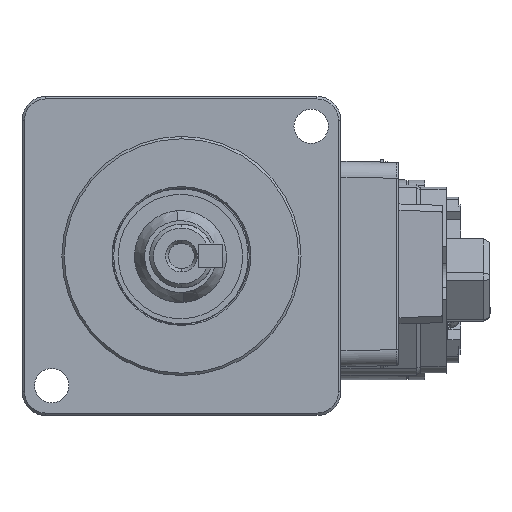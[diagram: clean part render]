
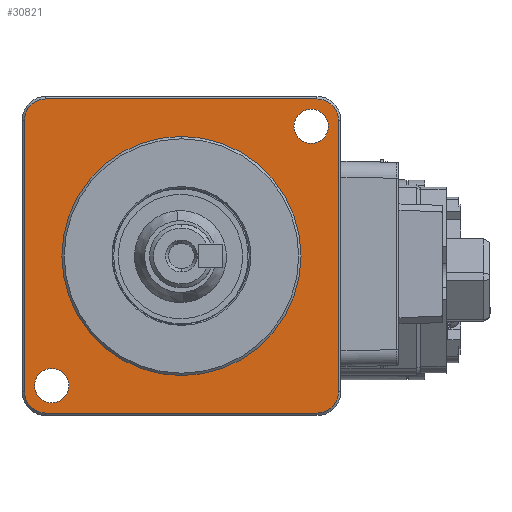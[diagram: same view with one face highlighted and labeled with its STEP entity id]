
A CAD part, left-side view. The second image highlights one B-rep face of the part: STEP entity #30821.
In plain terms, the highlighted planar face has unit normal (-1, 0, 0).
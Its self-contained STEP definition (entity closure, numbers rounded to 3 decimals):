
#93 = EDGE_CURVE ( 'NONE', #19609, #26438, #3027, .T. ) ;
#338 = DIRECTION ( 'NONE',  ( 0., 0., 1. ) ) ;
#865 = DIRECTION ( 'NONE',  ( -1., 0., 0. ) ) ;
#948 = DIRECTION ( 'NONE',  ( 0., 0., 1. ) ) ;
#1203 = DIRECTION ( 'NONE',  ( 0., 0., 1. ) ) ;
#1232 = CARTESIAN_POINT ( 'NONE',  ( 0., 19.873, -19.926 ) ) ;
#1294 = VERTEX_POINT ( 'NONE', #8203 ) ;
#1884 = VECTOR ( 'NONE', #12395, 1000. ) ;
#2015 = AXIS2_PLACEMENT_3D ( 'NONE', #25707, #15284, #8091 ) ;
#2049 = EDGE_CURVE ( 'NONE', #5636, #1294, #4103, .T. ) ;
#2315 = VERTEX_POINT ( 'NONE', #27364 ) ;
#2960 = CARTESIAN_POINT ( 'NONE',  ( 0., 2.873, -0.226 ) ) ;
#3027 = CIRCLE ( 'NONE', #29340, 2.15 ) ;
#3129 = CARTESIAN_POINT ( 'NONE',  ( 0., 39.573, -2.926 ) ) ;
#3452 = CIRCLE ( 'NONE', #12506, 15. ) ;
#3862 = DIRECTION ( 'NONE',  ( 0., 0., -1. ) ) ;
#4103 = LINE ( 'NONE', #23760, #6460 ) ;
#4112 = ORIENTED_EDGE ( 'NONE', *, *, #13045, .T. ) ;
#4322 = EDGE_LOOP ( 'NONE', ( #20401, #28618 ) ) ;
#4506 = DIRECTION ( 'NONE',  ( 0., 0., 1. ) ) ;
#4772 = CARTESIAN_POINT ( 'NONE',  ( 0., 2.873, -39.626 ) ) ;
#5636 = VERTEX_POINT ( 'NONE', #3129 ) ;
#5962 = VERTEX_POINT ( 'NONE', #17961 ) ;
#6117 = VERTEX_POINT ( 'NONE', #16740 ) ;
#6431 = EDGE_CURVE ( 'NONE', #7057, #20775, #3452, .T. ) ;
#6460 = VECTOR ( 'NONE', #3862, 1000. ) ;
#6669 = FACE_BOUND ( 'NONE', #26582, .T. ) ;
#6849 = VERTEX_POINT ( 'NONE', #2960 ) ;
#7057 = VERTEX_POINT ( 'NONE', #31937 ) ;
#7141 = EDGE_CURVE ( 'NONE', #6849, #5962, #24236, .T. ) ;
#7846 = DIRECTION ( 'NONE',  ( -1., 0., 0. ) ) ;
#7906 = EDGE_CURVE ( 'NONE', #20775, #7057, #16708, .T. ) ;
#8091 = DIRECTION ( 'NONE',  ( 0., 0., 1. ) ) ;
#8190 = AXIS2_PLACEMENT_3D ( 'NONE', #13581, #30969, #30766 ) ;
#8203 = CARTESIAN_POINT ( 'NONE',  ( 0., 39.573, -36.926 ) ) ;
#8262 = EDGE_CURVE ( 'NONE', #5962, #5636, #12817, .T. ) ;
#8981 = AXIS2_PLACEMENT_3D ( 'NONE', #19443, #27039, #4506 ) ;
#9172 = EDGE_CURVE ( 'NONE', #26438, #19609, #17404, .T. ) ;
#9178 = AXIS2_PLACEMENT_3D ( 'NONE', #18999, #9296, #29406 ) ;
#9183 = DIRECTION ( 'NONE',  ( 0., 0., 1. ) ) ;
#9218 = EDGE_LOOP ( 'NONE', ( #30626, #20995, #32271, #18095, #14704, #4112, #9988, #32346 ) ) ;
#9296 = DIRECTION ( 'NONE',  ( -1., 0., 0. ) ) ;
#9877 = CARTESIAN_POINT ( 'NONE',  ( 0., 36.136, -38.339 ) ) ;
#9988 = ORIENTED_EDGE ( 'NONE', *, *, #29107, .T. ) ;
#10147 = CARTESIAN_POINT ( 'NONE',  ( 0., 19.873, -19.926 ) ) ;
#10598 = ORIENTED_EDGE ( 'NONE', *, *, #9172, .F. ) ;
#10646 = CARTESIAN_POINT ( 'NONE',  ( 0., 0.173, -2.926 ) ) ;
#11190 = CARTESIAN_POINT ( 'NONE',  ( 0., 0.173, -36.926 ) ) ;
#11306 = CARTESIAN_POINT ( 'NONE',  ( 0., 36.136, -36.189 ) ) ;
#11328 = DIRECTION ( 'NONE',  ( 0., 0., 1. ) ) ;
#11420 = CARTESIAN_POINT ( 'NONE',  ( 0., 36.136, -36.189 ) ) ;
#12381 = AXIS2_PLACEMENT_3D ( 'NONE', #28256, #865, #18387 ) ;
#12395 = DIRECTION ( 'NONE',  ( 0., 1., 0. ) ) ;
#12430 = DIRECTION ( 'NONE',  ( 0., -1., 0. ) ) ;
#12506 = AXIS2_PLACEMENT_3D ( 'NONE', #1232, #31531, #11328 ) ;
#12817 = CIRCLE ( 'NONE', #9178, 2.7 ) ;
#13045 = EDGE_CURVE ( 'NONE', #6117, #16719, #21847, .T. ) ;
#13305 = VERTEX_POINT ( 'NONE', #11190 ) ;
#13328 = CIRCLE ( 'NONE', #8190, 2.7 ) ;
#13581 = CARTESIAN_POINT ( 'NONE',  ( 0., 2.873, -2.926 ) ) ;
#14458 = CARTESIAN_POINT ( 'NONE',  ( 0., 0.173, -2.926 ) ) ;
#14704 = ORIENTED_EDGE ( 'NONE', *, *, #15267, .T. ) ;
#15267 = EDGE_CURVE ( 'NONE', #1294, #6117, #31489, .T. ) ;
#15284 = DIRECTION ( 'NONE',  ( -1., 0., 0. ) ) ;
#15350 = CIRCLE ( 'NONE', #29799, 2.7 ) ;
#15875 = DIRECTION ( 'NONE',  ( -1., 0., 0. ) ) ;
#16187 = DIRECTION ( 'NONE',  ( -1., 0., 0. ) ) ;
#16299 = DIRECTION ( 'NONE',  ( 0., 0., 1. ) ) ;
#16708 = CIRCLE ( 'NONE', #2015, 15. ) ;
#16719 = VERTEX_POINT ( 'NONE', #27800 ) ;
#16740 = CARTESIAN_POINT ( 'NONE',  ( 0., 36.873, -39.626 ) ) ;
#17225 = CARTESIAN_POINT ( 'NONE',  ( 0., 3.609, -1.512 ) ) ;
#17360 = VECTOR ( 'NONE', #948, 1000. ) ;
#17404 = CIRCLE ( 'NONE', #8981, 2.15 ) ;
#17660 = AXIS2_PLACEMENT_3D ( 'NONE', #10147, #25333, #338 ) ;
#17961 = CARTESIAN_POINT ( 'NONE',  ( 0., 36.873, -0.226 ) ) ;
#18095 = ORIENTED_EDGE ( 'NONE', *, *, #2049, .T. ) ;
#18387 = DIRECTION ( 'NONE',  ( 0., 0., 1. ) ) ;
#18747 = EDGE_CURVE ( 'NONE', #31052, #6849, #13328, .T. ) ;
#18841 = AXIS2_PLACEMENT_3D ( 'NONE', #11420, #16187, #1203 ) ;
#18868 = EDGE_CURVE ( 'NONE', #31949, #2315, #30527, .T. ) ;
#18999 = CARTESIAN_POINT ( 'NONE',  ( 0., 36.873, -2.926 ) ) ;
#19443 = CARTESIAN_POINT ( 'NONE',  ( 0., 3.609, -3.662 ) ) ;
#19609 = VERTEX_POINT ( 'NONE', #30921 ) ;
#20174 = PLANE ( 'NONE',  #17660 ) ;
#20401 = ORIENTED_EDGE ( 'NONE', *, *, #27700, .F. ) ;
#20546 = ORIENTED_EDGE ( 'NONE', *, *, #93, .F. ) ;
#20775 = VERTEX_POINT ( 'NONE', #31097 ) ;
#20995 = ORIENTED_EDGE ( 'NONE', *, *, #7141, .T. ) ;
#21847 = LINE ( 'NONE', #4772, #28856 ) ;
#22711 = EDGE_CURVE ( 'NONE', #13305, #31052, #26406, .T. ) ;
#22999 = EDGE_LOOP ( 'NONE', ( #10598, #20546 ) ) ;
#23760 = CARTESIAN_POINT ( 'NONE',  ( 0., 39.573, -36.926 ) ) ;
#23868 = FACE_OUTER_BOUND ( 'NONE', #9218, .T. ) ;
#24236 = LINE ( 'NONE', #24856, #1884 ) ;
#24275 = FACE_BOUND ( 'NONE', #22999, .T. ) ;
#24384 = CARTESIAN_POINT ( 'NONE',  ( 0., 2.873, -36.926 ) ) ;
#24667 = ORIENTED_EDGE ( 'NONE', *, *, #7906, .F. ) ;
#24856 = CARTESIAN_POINT ( 'NONE',  ( 0., 36.873, -0.226 ) ) ;
#25037 = CARTESIAN_POINT ( 'NONE',  ( 0., 3.609, -3.662 ) ) ;
#25333 = DIRECTION ( 'NONE',  ( -1., 0., 0. ) ) ;
#25707 = CARTESIAN_POINT ( 'NONE',  ( 0., 19.873, -19.926 ) ) ;
#26406 = LINE ( 'NONE', #10646, #17360 ) ;
#26438 = VERTEX_POINT ( 'NONE', #17225 ) ;
#26582 = EDGE_LOOP ( 'NONE', ( #24667, #31616 ) ) ;
#27039 = DIRECTION ( 'NONE',  ( -1., 0., 0. ) ) ;
#27364 = CARTESIAN_POINT ( 'NONE',  ( 0., 36.136, -34.039 ) ) ;
#27542 = DIRECTION ( 'NONE',  ( 0., 0., 1. ) ) ;
#27700 = EDGE_CURVE ( 'NONE', #2315, #31949, #29622, .T. ) ;
#27800 = CARTESIAN_POINT ( 'NONE',  ( 0., 2.873, -39.626 ) ) ;
#28256 = CARTESIAN_POINT ( 'NONE',  ( 0., 36.873, -36.926 ) ) ;
#28618 = ORIENTED_EDGE ( 'NONE', *, *, #18868, .F. ) ;
#28856 = VECTOR ( 'NONE', #12430, 1000. ) ;
#29107 = EDGE_CURVE ( 'NONE', #16719, #13305, #15350, .T. ) ;
#29292 = DIRECTION ( 'NONE',  ( -1., 0., 0. ) ) ;
#29340 = AXIS2_PLACEMENT_3D ( 'NONE', #25037, #7846, #27542 ) ;
#29406 = DIRECTION ( 'NONE',  ( 0., 0., 1. ) ) ;
#29622 = CIRCLE ( 'NONE', #30795, 2.15 ) ;
#29799 = AXIS2_PLACEMENT_3D ( 'NONE', #24384, #29292, #9183 ) ;
#30527 = CIRCLE ( 'NONE', #18841, 2.15 ) ;
#30626 = ORIENTED_EDGE ( 'NONE', *, *, #18747, .T. ) ;
#30766 = DIRECTION ( 'NONE',  ( 0., 0., 1. ) ) ;
#30795 = AXIS2_PLACEMENT_3D ( 'NONE', #11306, #15875, #16299 ) ;
#30821 = ADVANCED_FACE ( 'NONE', ( #23868, #6669, #31293, #24275 ), #20174, .T. ) ;
#30921 = CARTESIAN_POINT ( 'NONE',  ( 0., 3.609, -5.812 ) ) ;
#30969 = DIRECTION ( 'NONE',  ( -1., 0., 0. ) ) ;
#31052 = VERTEX_POINT ( 'NONE', #14458 ) ;
#31097 = CARTESIAN_POINT ( 'NONE',  ( 0., 19.873, -34.926 ) ) ;
#31293 = FACE_BOUND ( 'NONE', #4322, .T. ) ;
#31489 = CIRCLE ( 'NONE', #12381, 2.7 ) ;
#31531 = DIRECTION ( 'NONE',  ( -1., 0., 0. ) ) ;
#31616 = ORIENTED_EDGE ( 'NONE', *, *, #6431, .F. ) ;
#31937 = CARTESIAN_POINT ( 'NONE',  ( 0., 19.873, -4.926 ) ) ;
#31949 = VERTEX_POINT ( 'NONE', #9877 ) ;
#32271 = ORIENTED_EDGE ( 'NONE', *, *, #8262, .T. ) ;
#32346 = ORIENTED_EDGE ( 'NONE', *, *, #22711, .T. ) ;
